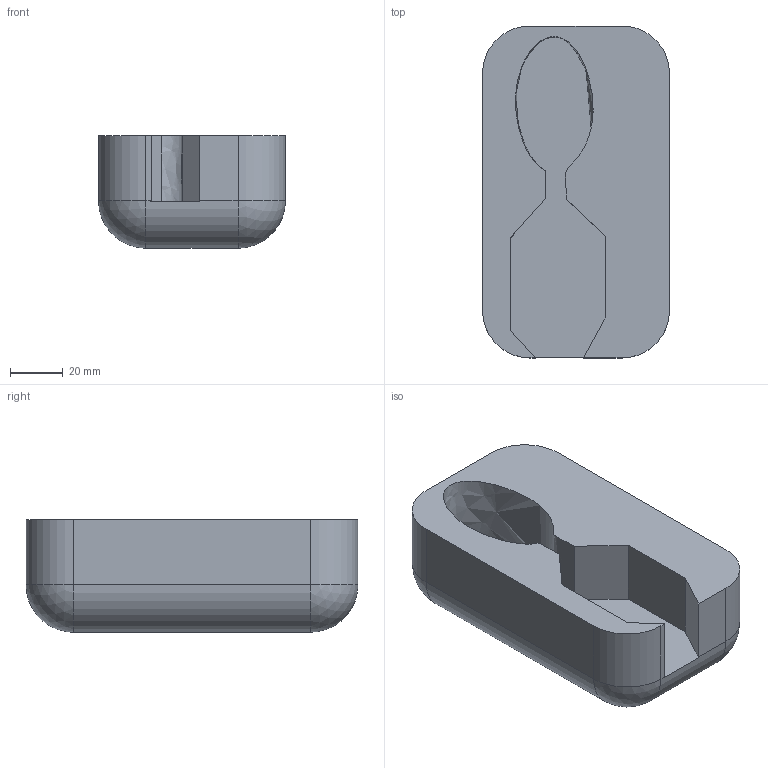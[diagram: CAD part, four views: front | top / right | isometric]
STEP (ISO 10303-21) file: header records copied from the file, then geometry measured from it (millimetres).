
FILE_DESCRIPTION(/* description */ (''),/* implementation_level */ '2;1');
FILE_NAME(/* name */ 'block with cutout.step',/* time_stamp */ '2026-02-04T11:18:55+01:00',/* author */ (''),/* organization */ (''),/* preprocessor_version */ 'ST-DEVELOPER v20.1',/* originating_system */ 'Autodesk Translation Framework v14.24.0.0',/* authorisation */ '');
FILE_SCHEMA (('AUTOMOTIVE_DESIGN { 1 0 10303 214 3 1 1 }'));
Length unit declared in the file: millimetre
Products named in the file (1): 2026-02-04-11-18-54-852
Bounding box: 70.98 x 126.02 x 42.7 mm (x, y, z)
Volume: 267821.4 mm3; surface area: 36446.1 mm2
Topology: 1 solids, 1 shells, 27 faces, 63 edges, 38 vertices
Faces by surface type: plane 14, cylinder 8, sphere 4, bspline 1
Entity records: 1027 total; most frequent: CARTESIAN_POINT 371, DIRECTION 133, ORIENTED_EDGE 126, EDGE_CURVE 63, AXIS2_PLACEMENT_3D 45, LINE 43, VECTOR 43, VERTEX_POINT 38
